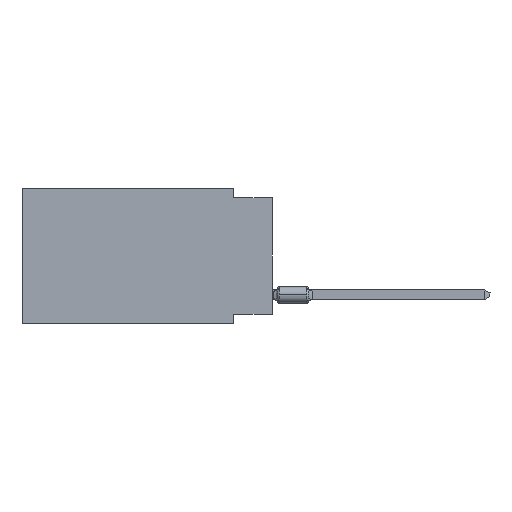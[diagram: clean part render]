
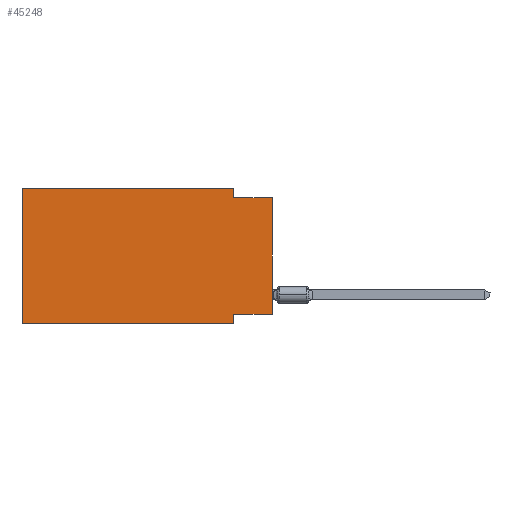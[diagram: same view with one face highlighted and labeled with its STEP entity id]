
A CAD part, left-side view. The second image highlights one B-rep face of the part: STEP entity #45248.
In plain terms, the highlighted planar face has unit normal (-1, 0, 0).
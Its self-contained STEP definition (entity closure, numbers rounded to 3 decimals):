
#3785 = LINE ( 'NONE', #43557, #88079 ) ;
#6455 = VECTOR ( 'NONE', #36100, 1000. ) ;
#7218 = VECTOR ( 'NONE', #21488, 1000. ) ;
#7620 = PLANE ( 'NONE',  #12892 ) ;
#11008 = LINE ( 'NONE', #33185, #72428 ) ;
#12694 = CARTESIAN_POINT ( 'NONE',  ( 0., 16.383, -8.89 ) ) ;
#12892 = AXIS2_PLACEMENT_3D ( 'NONE', #15161, #47756, #38329 ) ;
#13192 = DIRECTION ( 'NONE',  ( 0., -1., 0. ) ) ;
#13257 = LINE ( 'NONE', #52562, #92373 ) ;
#14166 = FACE_OUTER_BOUND ( 'NONE', #45296, .T. ) ;
#15161 = CARTESIAN_POINT ( 'NONE',  ( 0., 16.383, 0. ) ) ;
#15892 = EDGE_CURVE ( 'NONE', #25566, #69145, #49426, .T. ) ;
#16377 = EDGE_CURVE ( 'NONE', #83912, #38365, #11008, .T. ) ;
#17480 = CARTESIAN_POINT ( 'NONE',  ( 0., 0., -0.635 ) ) ;
#18060 = ORIENTED_EDGE ( 'NONE', *, *, #15892, .F. ) ;
#18121 = VERTEX_POINT ( 'NONE', #35022 ) ;
#21488 = DIRECTION ( 'NONE',  ( 0., 0., 1. ) ) ;
#22482 = CARTESIAN_POINT ( 'NONE',  ( 0., 0., 0. ) ) ;
#25566 = VERTEX_POINT ( 'NONE', #43839 ) ;
#26161 = VERTEX_POINT ( 'NONE', #63035 ) ;
#26831 = LINE ( 'NONE', #12694, #96205 ) ;
#27731 = CARTESIAN_POINT ( 'NONE',  ( 0., 0., -0.635 ) ) ;
#28890 = DIRECTION ( 'NONE',  ( 0., 0., -1. ) ) ;
#29111 = VERTEX_POINT ( 'NONE', #49957 ) ;
#30187 = CARTESIAN_POINT ( 'NONE',  ( 0., 2.54, 0. ) ) ;
#30565 = LINE ( 'NONE', #22482, #7218 ) ;
#33185 = CARTESIAN_POINT ( 'NONE',  ( 0., 16.383, 0. ) ) ;
#33541 = LINE ( 'NONE', #79372, #68672 ) ;
#35022 = CARTESIAN_POINT ( 'NONE',  ( 0., 2.54, -8.255 ) ) ;
#35271 = ORIENTED_EDGE ( 'NONE', *, *, #16377, .F. ) ;
#36100 = DIRECTION ( 'NONE',  ( 0., 0., -1. ) ) ;
#36194 = EDGE_CURVE ( 'NONE', #18121, #36889, #13257, .T. ) ;
#36889 = VERTEX_POINT ( 'NONE', #95560 ) ;
#38329 = DIRECTION ( 'NONE',  ( 0., 0., -1. ) ) ;
#38365 = VERTEX_POINT ( 'NONE', #30187 ) ;
#40288 = EDGE_CURVE ( 'NONE', #29111, #18121, #33541, .T. ) ;
#42981 = EDGE_CURVE ( 'NONE', #26161, #36889, #26831, .T. ) ;
#43557 = CARTESIAN_POINT ( 'NONE',  ( 0., 16.383, 0. ) ) ;
#43839 = CARTESIAN_POINT ( 'NONE',  ( 0., 2.54, -0.635 ) ) ;
#44803 = EDGE_CURVE ( 'NONE', #38365, #25566, #98054, .T. ) ;
#45248 = ADVANCED_FACE ( 'NONE', ( #14166 ), #7620, .F. ) ;
#45296 = EDGE_LOOP ( 'NONE', ( #48212, #18060, #94151, #35271, #60739, #60390, #61944, #68872 ) ) ;
#47756 = DIRECTION ( 'NONE',  ( 1., 0., 0. ) ) ;
#48212 = ORIENTED_EDGE ( 'NONE', *, *, #62244, .T. ) ;
#49426 = LINE ( 'NONE', #27731, #82071 ) ;
#49957 = CARTESIAN_POINT ( 'NONE',  ( 0., 0., -8.255 ) ) ;
#50737 = CARTESIAN_POINT ( 'NONE',  ( 0., 2.54, 0. ) ) ;
#52562 = CARTESIAN_POINT ( 'NONE',  ( 0., 2.54, -8.89 ) ) ;
#57466 = DIRECTION ( 'NONE',  ( 0., -1., 0. ) ) ;
#59913 = CARTESIAN_POINT ( 'NONE',  ( 0., 16.383, 0. ) ) ;
#60390 = ORIENTED_EDGE ( 'NONE', *, *, #42981, .T. ) ;
#60739 = ORIENTED_EDGE ( 'NONE', *, *, #91756, .F. ) ;
#61944 = ORIENTED_EDGE ( 'NONE', *, *, #36194, .F. ) ;
#62244 = EDGE_CURVE ( 'NONE', #29111, #69145, #30565, .T. ) ;
#63035 = CARTESIAN_POINT ( 'NONE',  ( 0., 16.383, -8.89 ) ) ;
#68672 = VECTOR ( 'NONE', #96478, 1000. ) ;
#68872 = ORIENTED_EDGE ( 'NONE', *, *, #40288, .F. ) ;
#69145 = VERTEX_POINT ( 'NONE', #17480 ) ;
#72428 = VECTOR ( 'NONE', #88091, 1000. ) ;
#79372 = CARTESIAN_POINT ( 'NONE',  ( 0., 0., -8.255 ) ) ;
#82071 = VECTOR ( 'NONE', #57466, 1000. ) ;
#83912 = VERTEX_POINT ( 'NONE', #59913 ) ;
#88079 = VECTOR ( 'NONE', #95971, 1000. ) ;
#88091 = DIRECTION ( 'NONE',  ( 0., -1., 0. ) ) ;
#91756 = EDGE_CURVE ( 'NONE', #26161, #83912, #3785, .T. ) ;
#92373 = VECTOR ( 'NONE', #28890, 1000. ) ;
#94151 = ORIENTED_EDGE ( 'NONE', *, *, #44803, .F. ) ;
#95560 = CARTESIAN_POINT ( 'NONE',  ( 0., 2.54, -8.89 ) ) ;
#95971 = DIRECTION ( 'NONE',  ( 0., 0., 1. ) ) ;
#96205 = VECTOR ( 'NONE', #13192, 1000. ) ;
#96478 = DIRECTION ( 'NONE',  ( 0., 1., 0. ) ) ;
#98054 = LINE ( 'NONE', #50737, #6455 ) ;
